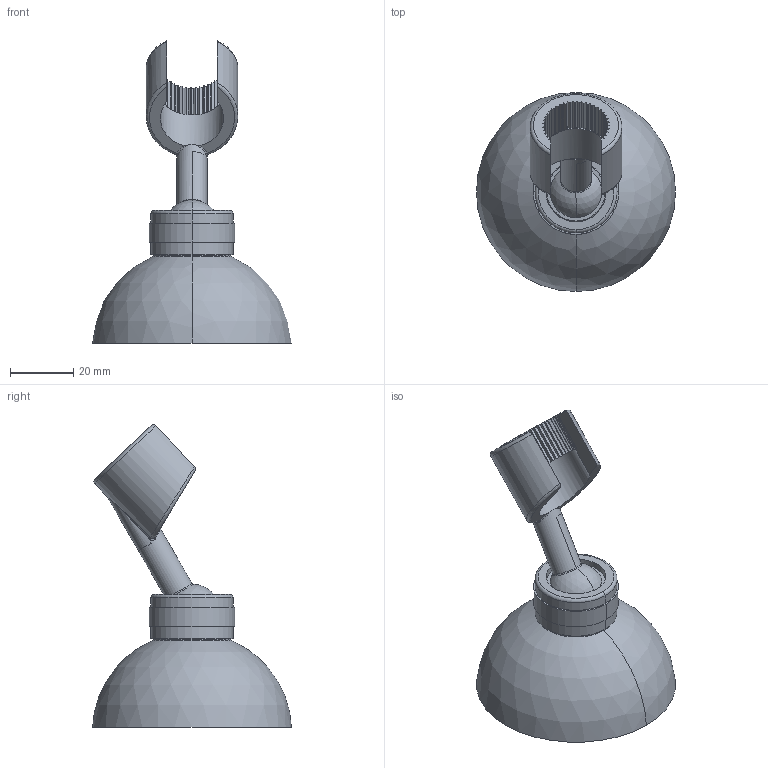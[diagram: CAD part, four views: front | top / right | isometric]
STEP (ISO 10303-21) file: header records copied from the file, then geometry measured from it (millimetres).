
FILE_DESCRIPTION((''),'2;1');
FILE_NAME('ZSUP003CR','2021-11-15T16:14:19',('ut3'),('PAFFONI SpA'),'CREO PARAMETRIC BY PTC INC, 2020044','CREO PARAMETRIC BY PTC INC, 2020044','');
FILE_SCHEMA(('CONFIG_CONTROL_DESIGN','SHAPE_APPEARANCE_LAYERS_GROUPS'));
Length unit declared in the file: millimetre
Products named in the file (1): ZSUP003CR
Bounding box: 63 x 63 x 95.7 mm (x, y, z)
Volume: 26072.6 mm3; surface area: 21126.1 mm2
Topology: 1 solids, 1 shells, 196 faces, 518 edges, 333 vertices
Faces by surface type: plane 126, cylinder 27, torus 20, bspline 9, cone 7, sphere 7
Entity records: 9312 total; most frequent: CARTESIAN_POINT 2035, DIRECTION 1049, ORIENTED_EDGE 1036, EDGE_CURVE 518, AXIS2_PLACEMENT_3D 378, FILL_AREA_STYLE_COLOUR 377, FILL_AREA_STYLE 377, SURFACE_STYLE_FILL_AREA 377
